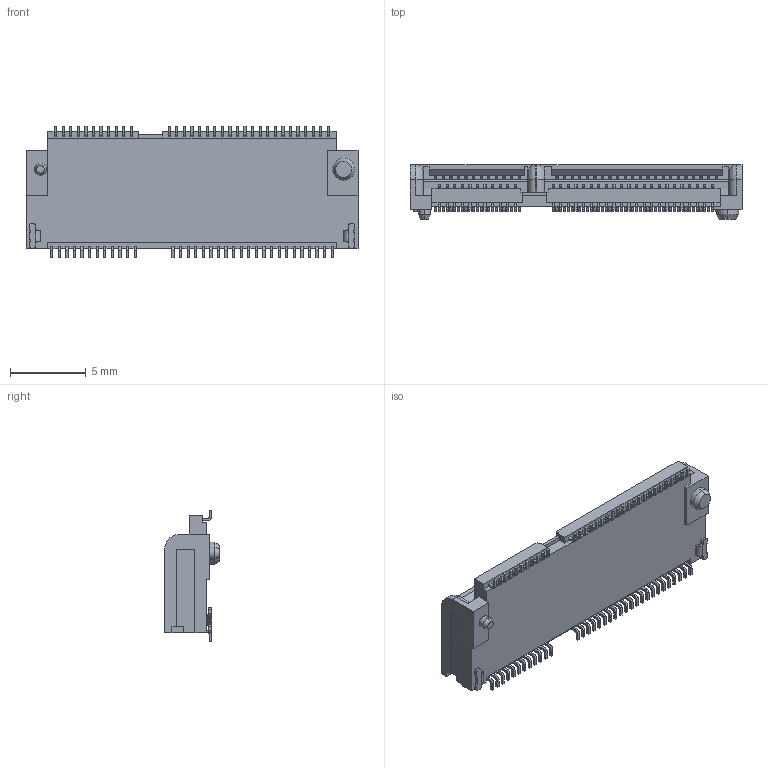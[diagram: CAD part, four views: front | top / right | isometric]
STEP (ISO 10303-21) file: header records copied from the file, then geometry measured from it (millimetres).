
FILE_DESCRIPTION(('STEP AP242'),'1');
FILE_NAME('2199119-4.stp','2021-01-28T03:37:05',('TraceParts'),('TraceParts S.A.'),'Spatial InterOp 3D',' ',' ');
FILE_SCHEMA(('AP242_MANAGED_MODEL_BASED_3D_ENGINEERING_MIM_LF {1 0 10303 442 1 1 4}'));
Length unit declared in the file: millimetre
Products named in the file (1): 2199119-4
Bounding box: 21.9 x 3.62 x 8.7 mm (x, y, z)
Volume: 336.1 mm3; surface area: 690.5 mm2
Topology: 1 solids, 1 shells, 1501 faces, 4260 edges, 2833 vertices
Faces by surface type: plane 984, cylinder 509, cone 4, bspline 4
Entity records: 48971 total; most frequent: CARTESIAN_POINT 8803, ORIENTED_EDGE 8520, DIRECTION 8258, EDGE_CURVE 4260, LINE 3218, VECTOR 3218, VERTEX_POINT 2833, AXIS2_PLACEMENT_3D 2520
